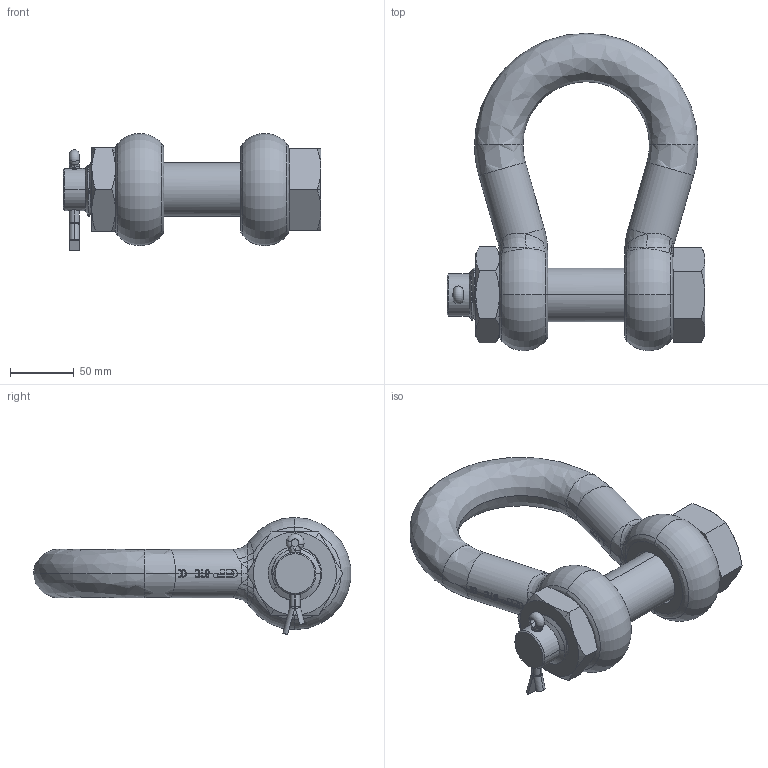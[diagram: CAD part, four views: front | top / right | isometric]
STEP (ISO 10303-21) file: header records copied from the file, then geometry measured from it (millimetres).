
FILE_DESCRIPTION(('STEP AP214'),'1');
FILE_NAME('poghmb38.stp','2017-03-31T16:53:19',('TraceParts'),('TraceParts S.A.'),'Spatial InterOp 3D',' ',' ');
FILE_SCHEMA(('automotive_design'));
Length unit declared in the file: millimetre
Products named in the file (4): poghmb38_1; poghmb38_2; poghmb38_3; poghmb38_4
Bounding box: 202 x 248.68 x 91.86 mm (x, y, z)
Volume: 1073879.4 mm3; surface area: 138747 mm2
Topology: 4 solids, 4 shells, 762 faces, 2108 edges, 1370 vertices
Faces by surface type: plane 302, bspline 293, cylinder 128, cone 28, torus 11
Entity records: 36348 total; most frequent: CARTESIAN_POINT 19867, ORIENTED_EDGE 4200, DIRECTION 2242, EDGE_CURVE 2100, VERTEX_POINT 1370, LINE 956, VECTOR 956, EDGE_LOOP 794
